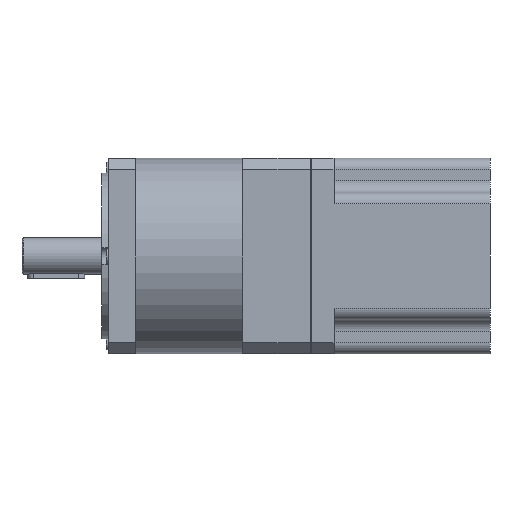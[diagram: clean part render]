
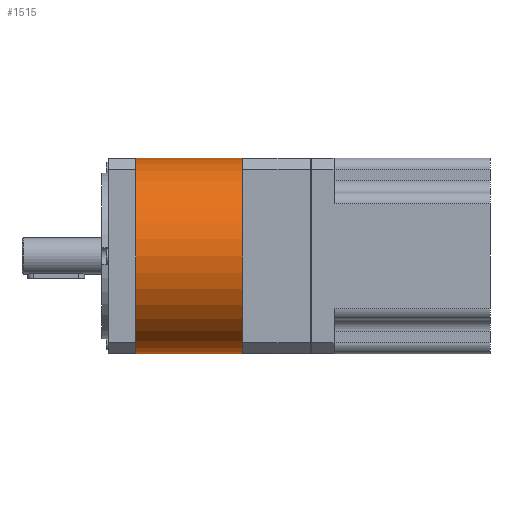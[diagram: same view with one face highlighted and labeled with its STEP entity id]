
A CAD part, left-side view. The second image highlights one B-rep face of the part: STEP entity #1515.
In plain terms, the highlighted cylindrical face has radius 43 mm (diameter 86 mm), a partial arc.
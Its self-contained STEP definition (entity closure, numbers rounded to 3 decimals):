
#23 = CARTESIAN_POINT ( 'NONE',  ( -24.27, 77., -1.583 ) ) ;
#50 = CARTESIAN_POINT ( 'NONE',  ( -67.27, 30., -1.583 ) ) ;
#51 = CIRCLE ( 'NONE', #813, 43. ) ;
#64 = CYLINDRICAL_SURFACE ( 'NONE', #2530, 43. ) ;
#111 = EDGE_CURVE ( 'NONE', #3403, #3265, #2957, .T. ) ;
#135 = FACE_OUTER_BOUND ( 'NONE', #2319, .T. ) ;
#213 = DIRECTION ( 'NONE',  ( 0., 0., 1. ) ) ;
#270 = AXIS2_PLACEMENT_3D ( 'NONE', #23, #2094, #314 ) ;
#284 = DIRECTION ( 'NONE',  ( 0., 0., -1. ) ) ;
#287 = ORIENTED_EDGE ( 'NONE', *, *, #743, .F. ) ;
#305 = VERTEX_POINT ( 'NONE', #915 ) ;
#314 = DIRECTION ( 'NONE',  ( 0., 0., 1. ) ) ;
#319 = DIRECTION ( 'NONE',  ( 0., 1., 0. ) ) ;
#345 = AXIS2_PLACEMENT_3D ( 'NONE', #3351, #319, #2405 ) ;
#545 = CARTESIAN_POINT ( 'NONE',  ( -24.27, 77., -44.583 ) ) ;
#584 = VECTOR ( 'NONE', #3790, 1000. ) ;
#685 = EDGE_CURVE ( 'NONE', #3265, #3142, #51, .T. ) ;
#695 = VECTOR ( 'NONE', #772, 1000. ) ;
#701 = CIRCLE ( 'NONE', #2145, 43. ) ;
#731 = LINE ( 'NONE', #2548, #695 ) ;
#743 = EDGE_CURVE ( 'NONE', #3834, #305, #731, .T. ) ;
#758 = CARTESIAN_POINT ( 'NONE',  ( -24.27, 77., 41.417 ) ) ;
#772 = DIRECTION ( 'NONE',  ( 0., -1., 0. ) ) ;
#813 = AXIS2_PLACEMENT_3D ( 'NONE', #2822, #1042, #3124 ) ;
#915 = CARTESIAN_POINT ( 'NONE',  ( -24.27, 30., 41.417 ) ) ;
#960 = CARTESIAN_POINT ( 'NONE',  ( -24.27, 77., -44.583 ) ) ;
#1006 = ORIENTED_EDGE ( 'NONE', *, *, #1998, .F. ) ;
#1042 = DIRECTION ( 'NONE',  ( 0., 1., 0. ) ) ;
#1188 = CARTESIAN_POINT ( 'NONE',  ( -67.27, 77., -1.583 ) ) ;
#1223 = ORIENTED_EDGE ( 'NONE', *, *, #111, .T. ) ;
#1515 = ADVANCED_FACE ( 'NONE', ( #135 ), #64, .T. ) ;
#1864 = ORIENTED_EDGE ( 'NONE', *, *, #685, .T. ) ;
#1994 = DIRECTION ( 'NONE',  ( 0., 1., 0. ) ) ;
#1998 = EDGE_CURVE ( 'NONE', #3403, #3470, #701, .T. ) ;
#2070 = DIRECTION ( 'NONE',  ( 0., -1., 0. ) ) ;
#2094 = DIRECTION ( 'NONE',  ( 0., 1., 0. ) ) ;
#2145 = AXIS2_PLACEMENT_3D ( 'NONE', #3757, #1994, #213 ) ;
#2262 = CIRCLE ( 'NONE', #345, 43. ) ;
#2319 = EDGE_LOOP ( 'NONE', ( #287, #2388, #1006, #1223, #1864, #2323 ) ) ;
#2323 = ORIENTED_EDGE ( 'NONE', *, *, #3535, .T. ) ;
#2358 = CARTESIAN_POINT ( 'NONE',  ( -24.27, 77., -1.583 ) ) ;
#2388 = ORIENTED_EDGE ( 'NONE', *, *, #3077, .F. ) ;
#2405 = DIRECTION ( 'NONE',  ( 0., 0., 1. ) ) ;
#2530 = AXIS2_PLACEMENT_3D ( 'NONE', #2358, #2070, #284 ) ;
#2548 = CARTESIAN_POINT ( 'NONE',  ( -24.27, 77., 41.417 ) ) ;
#2822 = CARTESIAN_POINT ( 'NONE',  ( -24.27, 30., -1.583 ) ) ;
#2857 = CARTESIAN_POINT ( 'NONE',  ( -24.27, 30., -44.583 ) ) ;
#2957 = LINE ( 'NONE', #960, #584 ) ;
#3077 = EDGE_CURVE ( 'NONE', #3470, #3834, #3401, .T. ) ;
#3124 = DIRECTION ( 'NONE',  ( 0., 0., 1. ) ) ;
#3142 = VERTEX_POINT ( 'NONE', #50 ) ;
#3265 = VERTEX_POINT ( 'NONE', #2857 ) ;
#3351 = CARTESIAN_POINT ( 'NONE',  ( -24.27, 30., -1.583 ) ) ;
#3401 = CIRCLE ( 'NONE', #270, 43. ) ;
#3403 = VERTEX_POINT ( 'NONE', #545 ) ;
#3470 = VERTEX_POINT ( 'NONE', #1188 ) ;
#3535 = EDGE_CURVE ( 'NONE', #3142, #305, #2262, .T. ) ;
#3757 = CARTESIAN_POINT ( 'NONE',  ( -24.27, 77., -1.583 ) ) ;
#3790 = DIRECTION ( 'NONE',  ( 0., -1., 0. ) ) ;
#3834 = VERTEX_POINT ( 'NONE', #758 ) ;
